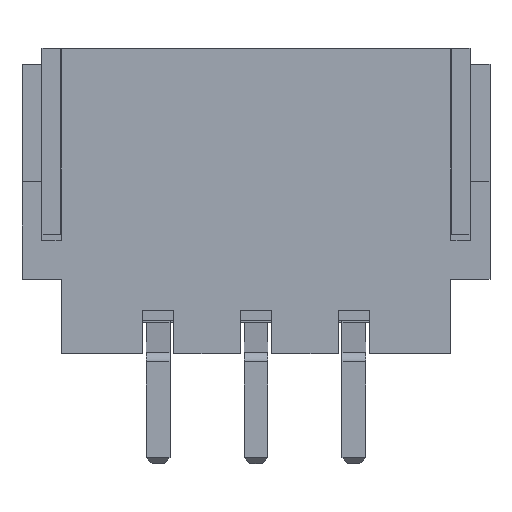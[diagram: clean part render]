
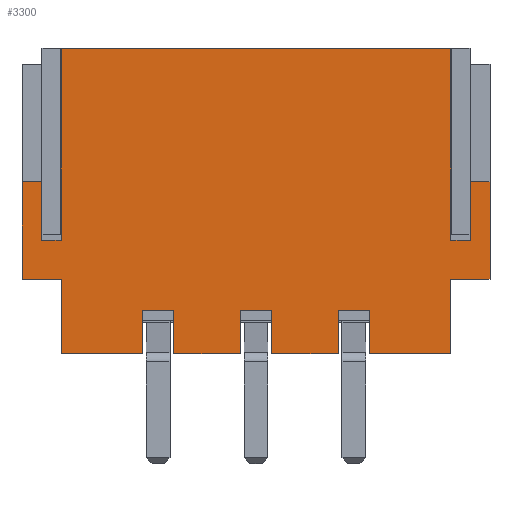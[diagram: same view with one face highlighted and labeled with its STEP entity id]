
A CAD part, front view. The second image highlights one B-rep face of the part: STEP entity #3300.
In plain terms, the highlighted planar face has unit normal (0, -1, 0).
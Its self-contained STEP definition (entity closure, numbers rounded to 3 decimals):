
#78=FACE_OUTER_BOUND('',#249,.T.);
#249=EDGE_LOOP('',(#2240,#2241,#2242,#2243,#2244,#2245,#2246,#2247,#2248,
#2249,#2250,#2251,#2252,#2253,#2254,#2255,#2256,#2257,#2258,#2259,#2260,
#2261,#2262,#2263,#2264,#2265,#2266,#2267));
#441=LINE('',#4561,#882);
#447=LINE('',#4573,#888);
#462=LINE('',#4603,#903);
#492=LINE('',#4661,#933);
#498=LINE('',#4671,#939);
#502=LINE('',#4680,#943);
#507=LINE('',#4689,#948);
#510=LINE('',#4695,#951);
#515=LINE('',#4707,#956);
#521=LINE('',#4718,#962);
#525=LINE('',#4727,#966);
#527=LINE('',#4730,#968);
#531=LINE('',#4738,#972);
#536=LINE('',#4748,#977);
#537=LINE('',#4750,#978);
#538=LINE('',#4752,#979);
#539=LINE('',#4754,#980);
#540=LINE('',#4756,#981);
#541=LINE('',#4758,#982);
#542=LINE('',#4760,#983);
#543=LINE('',#4762,#984);
#544=LINE('',#4764,#985);
#545=LINE('',#4766,#986);
#546=LINE('',#4768,#987);
#547=LINE('',#4770,#988);
#548=LINE('',#4771,#989);
#549=LINE('',#4773,#990);
#550=LINE('',#4774,#991);
#882=VECTOR('',#3723,10.);
#888=VECTOR('',#3729,10.);
#903=VECTOR('',#3756,10.);
#933=VECTOR('',#3792,10.);
#939=VECTOR('',#3802,10.);
#943=VECTOR('',#3810,10.);
#948=VECTOR('',#3817,10.);
#951=VECTOR('',#3826,10.);
#956=VECTOR('',#3833,10.);
#962=VECTOR('',#3843,10.);
#966=VECTOR('',#3851,10.);
#968=VECTOR('',#3855,10.);
#972=VECTOR('',#3859,10.);
#977=VECTOR('',#3866,10.);
#978=VECTOR('',#3867,10.);
#979=VECTOR('',#3868,10.);
#980=VECTOR('',#3869,10.);
#981=VECTOR('',#3870,10.);
#982=VECTOR('',#3871,10.);
#983=VECTOR('',#3872,10.);
#984=VECTOR('',#3873,10.);
#985=VECTOR('',#3874,10.);
#986=VECTOR('',#3875,10.);
#987=VECTOR('',#3876,10.);
#988=VECTOR('',#3877,10.);
#989=VECTOR('',#3878,10.);
#990=VECTOR('',#3879,10.);
#991=VECTOR('',#3880,10.);
#1313=VERTEX_POINT('',#4558);
#1314=VERTEX_POINT('',#4560);
#1319=VERTEX_POINT('',#4570);
#1320=VERTEX_POINT('',#4572);
#1329=VERTEX_POINT('',#4602);
#1353=VERTEX_POINT('',#4658);
#1354=VERTEX_POINT('',#4660);
#1359=VERTEX_POINT('',#4679);
#1362=VERTEX_POINT('',#4687);
#1367=VERTEX_POINT('',#4704);
#1368=VERTEX_POINT('',#4706);
#1371=VERTEX_POINT('',#4716);
#1374=VERTEX_POINT('',#4726);
#1377=VERTEX_POINT('',#4735);
#1378=VERTEX_POINT('',#4737);
#1382=VERTEX_POINT('',#4747);
#1383=VERTEX_POINT('',#4749);
#1384=VERTEX_POINT('',#4751);
#1385=VERTEX_POINT('',#4753);
#1386=VERTEX_POINT('',#4755);
#1387=VERTEX_POINT('',#4757);
#1388=VERTEX_POINT('',#4759);
#1389=VERTEX_POINT('',#4761);
#1390=VERTEX_POINT('',#4763);
#1391=VERTEX_POINT('',#4765);
#1392=VERTEX_POINT('',#4767);
#1393=VERTEX_POINT('',#4769);
#1394=VERTEX_POINT('',#4772);
#1617=EDGE_CURVE('',#1314,#1313,#441,.T.);
#1623=EDGE_CURVE('',#1320,#1319,#447,.T.);
#1638=EDGE_CURVE('',#1320,#1329,#462,.T.);
#1668=EDGE_CURVE('',#1354,#1353,#492,.T.);
#1674=EDGE_CURVE('',#1319,#1354,#498,.T.);
#1678=EDGE_CURVE('',#1314,#1359,#502,.T.);
#1683=EDGE_CURVE('',#1353,#1362,#507,.T.);
#1686=EDGE_CURVE('',#1362,#1359,#510,.T.);
#1691=EDGE_CURVE('',#1368,#1367,#515,.T.);
#1697=EDGE_CURVE('',#1367,#1371,#521,.T.);
#1701=EDGE_CURVE('',#1368,#1374,#525,.T.);
#1703=EDGE_CURVE('',#1371,#1329,#527,.T.);
#1707=EDGE_CURVE('',#1378,#1377,#531,.T.);
#1712=EDGE_CURVE('',#1382,#1313,#536,.T.);
#1713=EDGE_CURVE('',#1382,#1383,#537,.T.);
#1714=EDGE_CURVE('',#1383,#1384,#538,.T.);
#1715=EDGE_CURVE('',#1384,#1385,#539,.T.);
#1716=EDGE_CURVE('',#1386,#1385,#540,.T.);
#1717=EDGE_CURVE('',#1386,#1387,#541,.T.);
#1718=EDGE_CURVE('',#1387,#1388,#542,.T.);
#1719=EDGE_CURVE('',#1388,#1389,#543,.T.);
#1720=EDGE_CURVE('',#1390,#1389,#544,.T.);
#1721=EDGE_CURVE('',#1390,#1391,#545,.T.);
#1722=EDGE_CURVE('',#1391,#1392,#546,.T.);
#1723=EDGE_CURVE('',#1392,#1393,#547,.T.);
#1724=EDGE_CURVE('',#1378,#1393,#548,.T.);
#1725=EDGE_CURVE('',#1377,#1394,#549,.T.);
#1726=EDGE_CURVE('',#1374,#1394,#550,.T.);
#2240=ORIENTED_EDGE('',*,*,#1668,.T.);
#2241=ORIENTED_EDGE('',*,*,#1683,.T.);
#2242=ORIENTED_EDGE('',*,*,#1686,.T.);
#2243=ORIENTED_EDGE('',*,*,#1678,.F.);
#2244=ORIENTED_EDGE('',*,*,#1617,.T.);
#2245=ORIENTED_EDGE('',*,*,#1712,.F.);
#2246=ORIENTED_EDGE('',*,*,#1713,.T.);
#2247=ORIENTED_EDGE('',*,*,#1714,.T.);
#2248=ORIENTED_EDGE('',*,*,#1715,.T.);
#2249=ORIENTED_EDGE('',*,*,#1716,.F.);
#2250=ORIENTED_EDGE('',*,*,#1717,.T.);
#2251=ORIENTED_EDGE('',*,*,#1718,.T.);
#2252=ORIENTED_EDGE('',*,*,#1719,.T.);
#2253=ORIENTED_EDGE('',*,*,#1720,.F.);
#2254=ORIENTED_EDGE('',*,*,#1721,.T.);
#2255=ORIENTED_EDGE('',*,*,#1722,.T.);
#2256=ORIENTED_EDGE('',*,*,#1723,.T.);
#2257=ORIENTED_EDGE('',*,*,#1724,.F.);
#2258=ORIENTED_EDGE('',*,*,#1707,.T.);
#2259=ORIENTED_EDGE('',*,*,#1725,.T.);
#2260=ORIENTED_EDGE('',*,*,#1726,.F.);
#2261=ORIENTED_EDGE('',*,*,#1701,.F.);
#2262=ORIENTED_EDGE('',*,*,#1691,.T.);
#2263=ORIENTED_EDGE('',*,*,#1697,.T.);
#2264=ORIENTED_EDGE('',*,*,#1703,.T.);
#2265=ORIENTED_EDGE('',*,*,#1638,.F.);
#2266=ORIENTED_EDGE('',*,*,#1623,.T.);
#2267=ORIENTED_EDGE('',*,*,#1674,.T.);
#2961=PLANE('',#3493);
#3300=ADVANCED_FACE('',(#78),#2961,.T.);
#3493=AXIS2_PLACEMENT_3D('',#4746,#3864,#3865);
#3723=DIRECTION('',(0.,0.,-1.));
#3729=DIRECTION('',(0.,0.,-1.));
#3756=DIRECTION('',(1.,0.,0.));
#3792=DIRECTION('',(0.,0.,1.));
#3802=DIRECTION('',(-1.,0.,0.));
#3810=DIRECTION('',(-1.,0.,0.));
#3817=DIRECTION('',(-1.,0.,0.));
#3826=DIRECTION('',(0.,0.,-1.));
#3833=DIRECTION('',(0.,0.,-1.));
#3843=DIRECTION('',(-1.,0.,0.));
#3851=DIRECTION('',(1.,0.,0.));
#3855=DIRECTION('',(0.,0.,1.));
#3859=DIRECTION('',(0.,0.,1.));
#3864=DIRECTION('center_axis',(0.,-1.,0.));
#3865=DIRECTION('ref_axis',(1.,0.,0.));
#3866=DIRECTION('',(-1.,0.,0.));
#3867=DIRECTION('',(0.,0.,1.));
#3868=DIRECTION('',(1.,0.,0.));
#3869=DIRECTION('',(0.,0.,-1.));
#3870=DIRECTION('',(-1.,0.,0.));
#3871=DIRECTION('',(0.,0.,1.));
#3872=DIRECTION('',(1.,0.,0.));
#3873=DIRECTION('',(0.,0.,-1.));
#3874=DIRECTION('',(-1.,0.,0.));
#3875=DIRECTION('',(0.,0.,1.));
#3876=DIRECTION('',(1.,0.,0.));
#3877=DIRECTION('',(0.,0.,-1.));
#3878=DIRECTION('',(-1.,0.,0.));
#3879=DIRECTION('',(1.,0.,0.));
#3880=DIRECTION('',(0.,0.,-1.));
#4558=CARTESIAN_POINT('',(-4.975,-3.,-4.3));
#4560=CARTESIAN_POINT('',(-4.975,-3.,-2.4));
#4561=CARTESIAN_POINT('',(-4.975,-3.,0.));
#4570=CARTESIAN_POINT('',(-4.975,-3.,-1.4));
#4572=CARTESIAN_POINT('',(-4.975,-3.,3.5));
#4573=CARTESIAN_POINT('',(-4.975,-3.,1.55));
#4602=CARTESIAN_POINT('',(4.975,-3.,3.5));
#4603=CARTESIAN_POINT('',(-4.975,-3.,3.5));
#4658=CARTESIAN_POINT('',(-5.475,-3.,0.1));
#4660=CARTESIAN_POINT('',(-5.475,-3.,-1.4));
#4661=CARTESIAN_POINT('',(-5.475,-3.,1.55));
#4671=CARTESIAN_POINT('',(-5.1,-3.,-1.4));
#4679=CARTESIAN_POINT('',(-5.975,-3.,-2.4));
#4680=CARTESIAN_POINT('',(-4.975,-3.,-2.4));
#4687=CARTESIAN_POINT('',(-5.975,-3.,0.1));
#4689=CARTESIAN_POINT('',(-4.975,-3.,0.1));
#4695=CARTESIAN_POINT('',(-5.975,-3.,-2.4));
#4704=CARTESIAN_POINT('',(5.475,-3.,-1.4));
#4706=CARTESIAN_POINT('',(5.475,-3.,0.1));
#4707=CARTESIAN_POINT('',(5.475,-3.,1.55));
#4716=CARTESIAN_POINT('',(4.975,-3.,-1.4));
#4718=CARTESIAN_POINT('',(0.125,-3.,-1.4));
#4726=CARTESIAN_POINT('',(5.975,-3.,0.1));
#4727=CARTESIAN_POINT('',(4.975,-3.,0.1));
#4730=CARTESIAN_POINT('',(4.975,-3.,0.));
#4735=CARTESIAN_POINT('',(4.975,-3.,-2.4));
#4737=CARTESIAN_POINT('',(4.975,-3.,-4.3));
#4738=CARTESIAN_POINT('',(4.975,-3.,0.));
#4746=CARTESIAN_POINT('Origin',(-4.975,-3.,0.));
#4747=CARTESIAN_POINT('',(-2.9,-3.,-4.3));
#4748=CARTESIAN_POINT('',(4.975,-3.,-4.3));
#4749=CARTESIAN_POINT('',(-2.9,-3.,-3.2));
#4750=CARTESIAN_POINT('',(-2.9,-3.,-1.6));
#4751=CARTESIAN_POINT('',(-2.1,-3.,-3.2));
#4752=CARTESIAN_POINT('',(-3.538,-3.,-3.2));
#4753=CARTESIAN_POINT('',(-2.1,-3.,-4.3));
#4754=CARTESIAN_POINT('',(-2.1,-3.,-2.15));
#4755=CARTESIAN_POINT('',(-0.4,-3.,-4.3));
#4756=CARTESIAN_POINT('',(4.975,-3.,-4.3));
#4757=CARTESIAN_POINT('',(-0.4,-3.,-3.2));
#4758=CARTESIAN_POINT('',(-0.4,-3.,-1.6));
#4759=CARTESIAN_POINT('',(0.4,-3.,-3.2));
#4760=CARTESIAN_POINT('',(-2.288,-3.,-3.2));
#4761=CARTESIAN_POINT('',(0.4,-3.,-4.3));
#4762=CARTESIAN_POINT('',(0.4,-3.,-2.15));
#4763=CARTESIAN_POINT('',(2.1,-3.,-4.3));
#4764=CARTESIAN_POINT('',(4.975,-3.,-4.3));
#4765=CARTESIAN_POINT('',(2.1,-3.,-3.2));
#4766=CARTESIAN_POINT('',(2.1,-3.,-1.6));
#4767=CARTESIAN_POINT('',(2.9,-3.,-3.2));
#4768=CARTESIAN_POINT('',(-1.038,-3.,-3.2));
#4769=CARTESIAN_POINT('',(2.9,-3.,-4.3));
#4770=CARTESIAN_POINT('',(2.9,-3.,-2.15));
#4771=CARTESIAN_POINT('',(4.975,-3.,-4.3));
#4772=CARTESIAN_POINT('',(5.975,-3.,-2.4));
#4773=CARTESIAN_POINT('',(4.975,-3.,-2.4));
#4774=CARTESIAN_POINT('',(5.975,-3.,-2.4));
